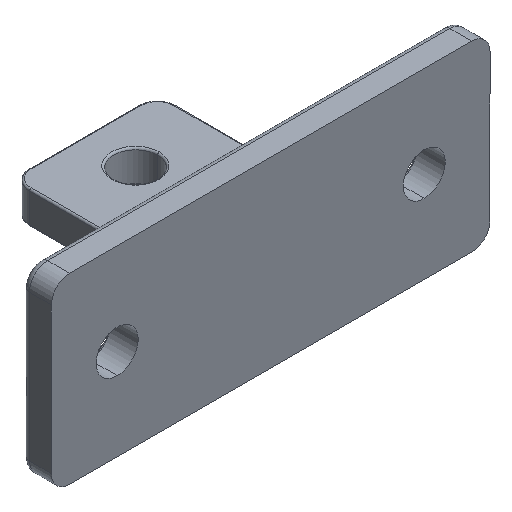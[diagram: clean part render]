
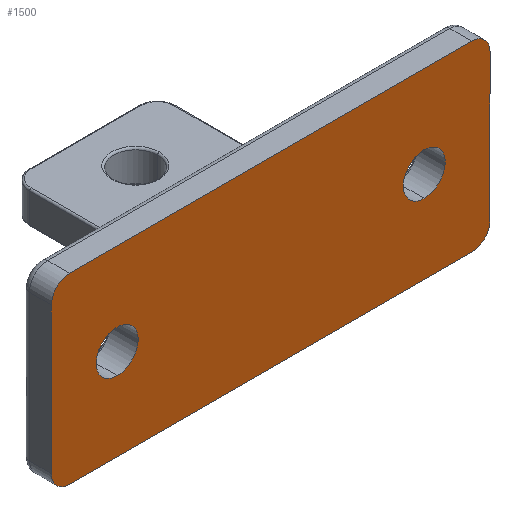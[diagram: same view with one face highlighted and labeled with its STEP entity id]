
A CAD part, isometric view. The second image highlights one B-rep face of the part: STEP entity #1500.
In plain terms, the highlighted planar face has unit normal (0, -1, 0).
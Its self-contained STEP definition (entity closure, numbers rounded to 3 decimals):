
#19 = EDGE_CURVE ( 'NONE', #1217, #467, #507, .T. ) ;
#98 = EDGE_LOOP ( 'NONE', ( #1762, #1300 ) ) ;
#143 = DIRECTION ( 'NONE',  ( 0., 1., 0. ) ) ;
#147 = DIRECTION ( 'NONE',  ( 0., -1., 0. ) ) ;
#186 = EDGE_LOOP ( 'NONE', ( #1712, #362 ) ) ;
#187 = DIRECTION ( 'NONE',  ( 0., 1., 0. ) ) ;
#196 = CARTESIAN_POINT ( 'NONE',  ( 42., 0., 0. ) ) ;
#200 = AXIS2_PLACEMENT_3D ( 'NONE', #896, #625, #1719 ) ;
#203 = LINE ( 'NONE', #1410, #480 ) ;
#270 = ORIENTED_EDGE ( 'NONE', *, *, #1272, .F. ) ;
#289 = FACE_BOUND ( 'NONE', #98, .T. ) ;
#293 = AXIS2_PLACEMENT_3D ( 'NONE', #996, #147, #1676 ) ;
#294 = CARTESIAN_POINT ( 'NONE',  ( -60., 0., -25. ) ) ;
#311 = CARTESIAN_POINT ( 'NONE',  ( -55., 0., -25. ) ) ;
#347 = ORIENTED_EDGE ( 'NONE', *, *, #913, .T. ) ;
#362 = ORIENTED_EDGE ( 'NONE', *, *, #903, .T. ) ;
#369 = CARTESIAN_POINT ( 'NONE',  ( -42., 0., 0. ) ) ;
#425 = VECTOR ( 'NONE', #1466, 1000. ) ;
#446 = DIRECTION ( 'NONE',  ( 1., 0., 0. ) ) ;
#452 = ORIENTED_EDGE ( 'NONE', *, *, #1722, .F. ) ;
#454 = EDGE_CURVE ( 'NONE', #1135, #1560, #1414, .T. ) ;
#467 = VERTEX_POINT ( 'NONE', #835 ) ;
#480 = VECTOR ( 'NONE', #1006, 1000. ) ;
#487 = CARTESIAN_POINT ( 'NONE',  ( 42., 0., 5.75 ) ) ;
#493 = AXIS2_PLACEMENT_3D ( 'NONE', #196, #1564, #875 ) ;
#497 = DIRECTION ( 'NONE',  ( 0., 1., 0. ) ) ;
#507 = CIRCLE ( 'NONE', #884, 5.75 ) ;
#530 = DIRECTION ( 'NONE',  ( 0., 0., -1. ) ) ;
#536 = VERTEX_POINT ( 'NONE', #1005 ) ;
#538 = ORIENTED_EDGE ( 'NONE', *, *, #454, .F. ) ;
#566 = CIRCLE ( 'NONE', #871, 5.75 ) ;
#570 = ORIENTED_EDGE ( 'NONE', *, *, #1498, .T. ) ;
#571 = PLANE ( 'NONE',  #293 ) ;
#580 = VECTOR ( 'NONE', #1674, 1000. ) ;
#593 = CARTESIAN_POINT ( 'NONE',  ( -42., 0., 0. ) ) ;
#625 = DIRECTION ( 'NONE',  ( 0., -1., 0. ) ) ;
#631 = DIRECTION ( 'NONE',  ( 0., 0., 1. ) ) ;
#648 = ORIENTED_EDGE ( 'NONE', *, *, #1345, .T. ) ;
#676 = CARTESIAN_POINT ( 'NONE',  ( -42., 0., 5.75 ) ) ;
#707 = DIRECTION ( 'NONE',  ( 0., 0., -1. ) ) ;
#780 = AXIS2_PLACEMENT_3D ( 'NONE', #593, #187, #1551 ) ;
#802 = VERTEX_POINT ( 'NONE', #1499 ) ;
#806 = CARTESIAN_POINT ( 'NONE',  ( 60., 0., -20. ) ) ;
#810 = AXIS2_PLACEMENT_3D ( 'NONE', #975, #1401, #707 ) ;
#829 = LINE ( 'NONE', #1269, #1265 ) ;
#835 = CARTESIAN_POINT ( 'NONE',  ( 42., 0., -5.75 ) ) ;
#845 = CARTESIAN_POINT ( 'NONE',  ( -42., 0., -5.75 ) ) ;
#851 = EDGE_CURVE ( 'NONE', #1304, #802, #829, .T. ) ;
#857 = CIRCLE ( 'NONE', #810, 5. ) ;
#871 = AXIS2_PLACEMENT_3D ( 'NONE', #369, #497, #631 ) ;
#875 = DIRECTION ( 'NONE',  ( 0., 0., -1. ) ) ;
#884 = AXIS2_PLACEMENT_3D ( 'NONE', #972, #143, #1399 ) ;
#896 = CARTESIAN_POINT ( 'NONE',  ( 55., 0., -20. ) ) ;
#903 = EDGE_CURVE ( 'NONE', #1177, #1074, #1745, .T. ) ;
#913 = EDGE_CURVE ( 'NONE', #1304, #536, #1501, .T. ) ;
#940 = EDGE_CURVE ( 'NONE', #467, #1217, #1013, .T. ) ;
#964 = VERTEX_POINT ( 'NONE', #1136 ) ;
#972 = CARTESIAN_POINT ( 'NONE',  ( 42., 0., 0. ) ) ;
#975 = CARTESIAN_POINT ( 'NONE',  ( 55., 0., 20. ) ) ;
#996 = CARTESIAN_POINT ( 'NONE',  ( -60., 0., -25. ) ) ;
#1001 = CIRCLE ( 'NONE', #200, 5. ) ;
#1005 = CARTESIAN_POINT ( 'NONE',  ( -60., 0., 20. ) ) ;
#1006 = DIRECTION ( 'NONE',  ( 0., 0., 1. ) ) ;
#1013 = CIRCLE ( 'NONE', #493, 5.75 ) ;
#1052 = CARTESIAN_POINT ( 'NONE',  ( 60., 0., 25. ) ) ;
#1074 = VERTEX_POINT ( 'NONE', #676 ) ;
#1095 = CARTESIAN_POINT ( 'NONE',  ( 60., 0., 20. ) ) ;
#1135 = VERTEX_POINT ( 'NONE', #1257 ) ;
#1136 = CARTESIAN_POINT ( 'NONE',  ( -60., 0., -20. ) ) ;
#1177 = VERTEX_POINT ( 'NONE', #845 ) ;
#1203 = CARTESIAN_POINT ( 'NONE',  ( -55., 0., 25. ) ) ;
#1217 = VERTEX_POINT ( 'NONE', #487 ) ;
#1257 = CARTESIAN_POINT ( 'NONE',  ( 55., 0., -25. ) ) ;
#1265 = VECTOR ( 'NONE', #446, 1000. ) ;
#1269 = CARTESIAN_POINT ( 'NONE',  ( -60., 0., 25. ) ) ;
#1272 = EDGE_CURVE ( 'NONE', #1408, #1370, #1509, .T. ) ;
#1300 = ORIENTED_EDGE ( 'NONE', *, *, #940, .T. ) ;
#1304 = VERTEX_POINT ( 'NONE', #1203 ) ;
#1345 = EDGE_CURVE ( 'NONE', #964, #1560, #1405, .T. ) ;
#1370 = VERTEX_POINT ( 'NONE', #806 ) ;
#1371 = EDGE_LOOP ( 'NONE', ( #452, #648, #538, #1575, #270, #570, #1626, #347 ) ) ;
#1399 = DIRECTION ( 'NONE',  ( 0., 0., -1. ) ) ;
#1401 = DIRECTION ( 'NONE',  ( 0., -1., 0. ) ) ;
#1403 = FACE_OUTER_BOUND ( 'NONE', #1371, .T. ) ;
#1405 = CIRCLE ( 'NONE', #1423, 5. ) ;
#1408 = VERTEX_POINT ( 'NONE', #1095 ) ;
#1410 = CARTESIAN_POINT ( 'NONE',  ( -60., 0., 25. ) ) ;
#1414 = LINE ( 'NONE', #294, #580 ) ;
#1423 = AXIS2_PLACEMENT_3D ( 'NONE', #1619, #1765, #530 ) ;
#1466 = DIRECTION ( 'NONE',  ( 0., 0., -1. ) ) ;
#1486 = FACE_BOUND ( 'NONE', #186, .T. ) ;
#1498 = EDGE_CURVE ( 'NONE', #1408, #802, #857, .T. ) ;
#1499 = CARTESIAN_POINT ( 'NONE',  ( 55., 0., 25. ) ) ;
#1500 = ADVANCED_FACE ( 'NONE', ( #289, #1486, #1403 ), #571, .T. ) ;
#1501 = CIRCLE ( 'NONE', #1784, 5. ) ;
#1509 = LINE ( 'NONE', #1052, #425 ) ;
#1547 = DIRECTION ( 'NONE',  ( 0., -1., 0. ) ) ;
#1551 = DIRECTION ( 'NONE',  ( 0., 0., 1. ) ) ;
#1560 = VERTEX_POINT ( 'NONE', #311 ) ;
#1564 = DIRECTION ( 'NONE',  ( 0., 1., 0. ) ) ;
#1575 = ORIENTED_EDGE ( 'NONE', *, *, #1734, .T. ) ;
#1619 = CARTESIAN_POINT ( 'NONE',  ( -55., 0., -20. ) ) ;
#1626 = ORIENTED_EDGE ( 'NONE', *, *, #851, .F. ) ;
#1674 = DIRECTION ( 'NONE',  ( -1., 0., 0. ) ) ;
#1676 = DIRECTION ( 'NONE',  ( 0., 0., -1. ) ) ;
#1700 = DIRECTION ( 'NONE',  ( 0., 0., -1. ) ) ;
#1704 = CARTESIAN_POINT ( 'NONE',  ( -55., 0., 20. ) ) ;
#1712 = ORIENTED_EDGE ( 'NONE', *, *, #1772, .T. ) ;
#1719 = DIRECTION ( 'NONE',  ( 0., 0., -1. ) ) ;
#1722 = EDGE_CURVE ( 'NONE', #964, #536, #203, .T. ) ;
#1734 = EDGE_CURVE ( 'NONE', #1135, #1370, #1001, .T. ) ;
#1745 = CIRCLE ( 'NONE', #780, 5.75 ) ;
#1762 = ORIENTED_EDGE ( 'NONE', *, *, #19, .T. ) ;
#1765 = DIRECTION ( 'NONE',  ( 0., -1., 0. ) ) ;
#1772 = EDGE_CURVE ( 'NONE', #1074, #1177, #566, .T. ) ;
#1784 = AXIS2_PLACEMENT_3D ( 'NONE', #1704, #1547, #1700 ) ;
